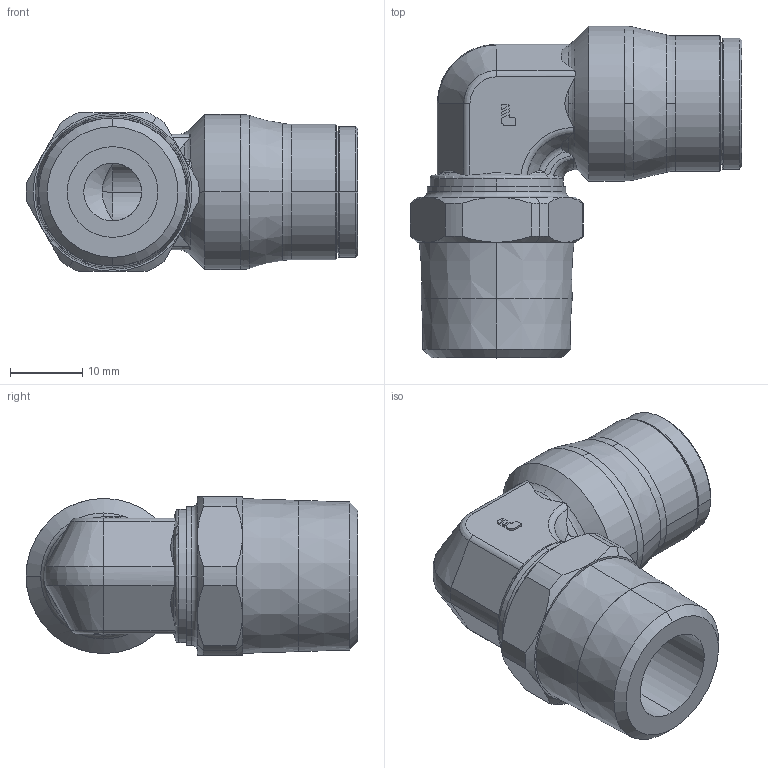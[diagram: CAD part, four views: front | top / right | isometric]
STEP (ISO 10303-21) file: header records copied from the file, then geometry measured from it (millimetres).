
FILE_DESCRIPTION(('STEP AP214'),'1');
FILE_NAME('3609_14_21.stp','2016-07-07T14:13:51',('TraceParts'),('TraceParts S.A.'),'Spatial InterOp 3D',' ',' ');
FILE_SCHEMA(('automotive_design'));
Length unit declared in the file: millimetre
Products named in the file (1): 1
Bounding box: 45.99 x 46 x 22 mm (x, y, z)
Volume: 13485.9 mm3; surface area: 7397.9 mm2
Topology: 1 solids, 1 shells, 177 faces, 456 edges, 291 vertices
Faces by surface type: cone 51, plane 47, cylinder 45, torus 34
Entity records: 6039 total; most frequent: CARTESIAN_POINT 1812, ORIENTED_EDGE 908, DIRECTION 898, EDGE_CURVE 454, AXIS2_PLACEMENT_3D 387, VERTEX_POINT 291, CIRCLE 207, EDGE_LOOP 191
